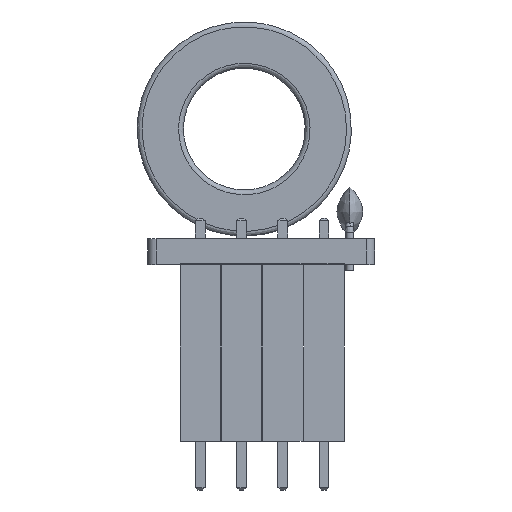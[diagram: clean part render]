
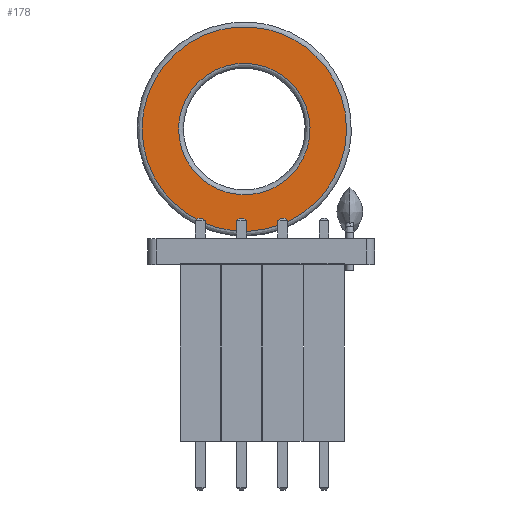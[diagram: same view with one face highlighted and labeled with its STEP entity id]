
A CAD part, left-side view. The second image highlights one B-rep face of the part: STEP entity #178.
In plain terms, the highlighted free-form (B-spline) face has degree [1, 1] with [2, 2] control points.
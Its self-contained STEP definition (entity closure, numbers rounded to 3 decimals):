
#115 = VERTEX_POINT('',#116);
#116 = CARTESIAN_POINT('',(6.56,14.338,10.79));
#124 = EDGE_CURVE('',#115,#115,#125,.T.);
#125 = ( BOUNDED_CURVE() B_SPLINE_CURVE(2,(#126,#127,#128,#129,#130,#131
,#132),.UNSPECIFIED.,.T.,.F.) B_SPLINE_CURVE_WITH_KNOTS((1,2,2,2,2,1),(
    -2.094,0.,2.094,4.189,6.283,
8.378),.UNSPECIFIED.) CURVE() GEOMETRIC_REPRESENTATION_ITEM() 
RATIONAL_B_SPLINE_CURVE((1.,0.5,1.,0.5,1.,0.5,1.)) REPRESENTATION_ITEM(
  '') );
#126 = CARTESIAN_POINT('',(6.56,14.338,10.79));
#127 = CARTESIAN_POINT('',(6.56,14.338,-0.122));
#128 = CARTESIAN_POINT('',(6.56,4.888,5.334));
#129 = CARTESIAN_POINT('',(6.56,-4.562,10.79));
#130 = CARTESIAN_POINT('',(6.56,4.888,16.246));
#131 = CARTESIAN_POINT('',(6.56,14.338,21.702));
#132 = CARTESIAN_POINT('',(6.56,14.338,10.79));
#178 = ADVANCED_FACE('',(#179,#193),#196,.T.);
#179 = FACE_BOUND('',#180,.T.);
#180 = EDGE_LOOP('',(#181));
#181 = ORIENTED_EDGE('',*,*,#182,.F.);
#182 = EDGE_CURVE('',#183,#183,#185,.T.);
#183 = VERTEX_POINT('',#184);
#184 = CARTESIAN_POINT('',(6.56,12.088,10.79));
#185 = ( BOUNDED_CURVE() B_SPLINE_CURVE(2,(#186,#187,#188,#189,#190,#191
,#192),.UNSPECIFIED.,.T.,.F.) B_SPLINE_CURVE_WITH_KNOTS((1,2,2,2,2,1),(
    -2.094,0.,2.094,4.189,6.283,
8.378),.UNSPECIFIED.) CURVE() GEOMETRIC_REPRESENTATION_ITEM() 
RATIONAL_B_SPLINE_CURVE((1.,0.5,1.,0.5,1.,0.5,1.)) REPRESENTATION_ITEM(
  '') );
#186 = CARTESIAN_POINT('',(6.56,12.088,10.79));
#187 = CARTESIAN_POINT('',(6.56,12.088,3.775));
#188 = CARTESIAN_POINT('',(6.56,6.013,7.283));
#189 = CARTESIAN_POINT('',(6.56,-0.062,10.79));
#190 = CARTESIAN_POINT('',(6.56,6.013,14.297));
#191 = CARTESIAN_POINT('',(6.56,12.088,17.805));
#192 = CARTESIAN_POINT('',(6.56,12.088,10.79));
#193 = FACE_BOUND('',#194,.T.);
#194 = EDGE_LOOP('',(#195));
#195 = ORIENTED_EDGE('',*,*,#124,.T.);
#196 = B_SPLINE_SURFACE_WITH_KNOTS('',1,1,(
    (#197,#198)
    ,(#199,#200
    )),.UNSPECIFIED.,.F.,.F.,.F.,(2,2),(2,2),(-6.3,6.3),(-6.3,6.3),
  .PIECEWISE_BEZIER_KNOTS.);
#197 = CARTESIAN_POINT('',(6.56,1.738,17.09));
#198 = CARTESIAN_POINT('',(6.56,1.738,4.49));
#199 = CARTESIAN_POINT('',(6.56,14.338,17.09));
#200 = CARTESIAN_POINT('',(6.56,14.338,4.49));
